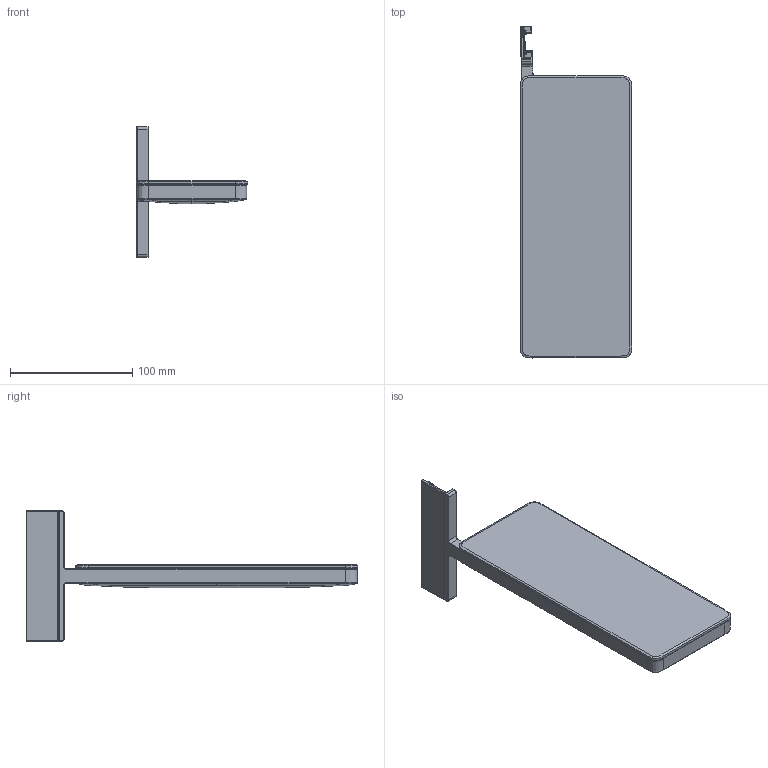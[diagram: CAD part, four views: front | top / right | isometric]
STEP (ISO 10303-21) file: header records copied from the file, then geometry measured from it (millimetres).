
FILE_DESCRIPTION(/* description */ ('AP214 STEP file'),/* implementation_level */ '2;1');
FILE_NAME(/* name */ '1016770000_out.stp',/* time_stamp */ '2024-05-06T08:03:48+02:00',/* author */ (''),/* organization */ (''),/* preprocessor_version */ 'ST-DEVELOPER v18.1',/* originating_system */ 'Elysium Co. Ltd. STEP Translator v8.3.0.0',/* authorisation */ '');
FILE_SCHEMA (('AUTOMOTIVE_DESIGN { 1 0 10303 214 3 1 1 }'));
Length unit declared in the file: millimetre
Products named in the file (1): 1016770000_extract
Bounding box: 91 x 271.73 x 107.1 mm (x, y, z)
Volume: 376280.6 mm3; surface area: 101070.4 mm2
Topology: 1 solids, 1 shells, 404 faces, 911 edges, 511 vertices
Faces by surface type: cylinder 164, bspline 80, plane 73, torus 52, sphere 28, extrusion 7
Entity records: 16789 total; most frequent: CARTESIAN_POINT 9069, ORIENTED_EDGE 1822, EDGE_CURVE 911, STYLED_ITEM 808, AXIS2_PLACEMENT_3D 660, VERTEX_POINT 511, EDGE_LOOP 406, ADVANCED_FACE 404
